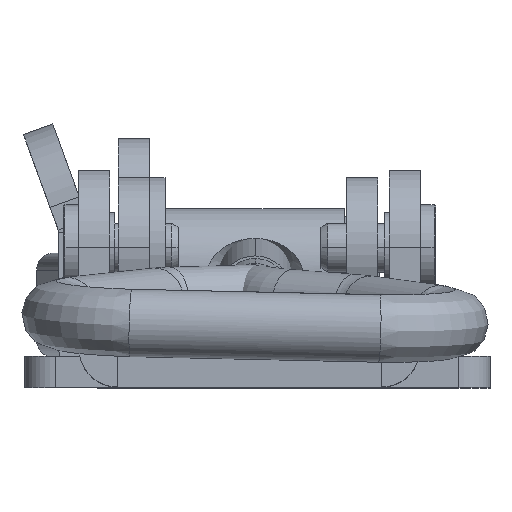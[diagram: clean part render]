
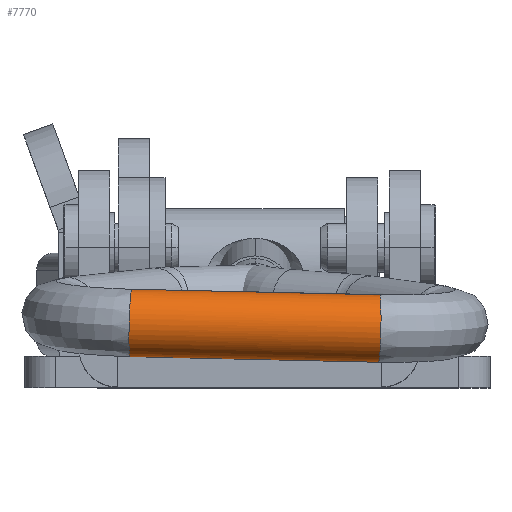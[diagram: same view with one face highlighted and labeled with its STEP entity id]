
A CAD part, top view. The second image highlights one B-rep face of the part: STEP entity #7770.
In plain terms, the highlighted free-form (B-spline) face has degree [3, 1] with [7, 2] control points.
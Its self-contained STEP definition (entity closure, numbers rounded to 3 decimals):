
#39 = CARTESIAN_POINT ( 'NONE',  ( 8., 50.82, -2.18 ) ) ;
#96 = CARTESIAN_POINT ( 'NONE',  ( -8.233, 55.18, -2.18 ) ) ;
#118 = CARTESIAN_POINT ( 'NONE',  ( 8.233, 55.18, -2.18 ) ) ;
#175 = EDGE_CURVE ( 'NONE', #5637, #5306, #4208, .T. ) ;
#665 = CARTESIAN_POINT ( 'NONE',  ( 8.233, 55.18, -2.18 ) ) ;
#963 = ORIENTED_EDGE ( 'NONE', *, *, #175, .F. ) ;
#1058 =( BOUNDED_SURFACE ( )  B_SPLINE_SURFACE ( 3, 1, ( 
 ( #6249, #5638 ),
 ( #6856, #3117 ),
 ( #7493, #3766 ),
 ( #39, #4397 ),
 ( #665, #5029 ),
 ( #1287, #5665 ),
 ( #1903, #6277 ) ),
 .UNSPECIFIED., .T., .F., .F. ) 
 B_SPLINE_SURFACE_WITH_KNOTS ( ( 4, 3, 4 ),
 ( 2, 2 ),
 ( 0., 0.5, 1. ),
 ( 0., 1. ),
 .UNSPECIFIED. ) 
 GEOMETRIC_REPRESENTATION_ITEM ( )  RATIONAL_B_SPLINE_SURFACE ( (
 ( 1., 1.),
 ( 0.333, 0.333),
 ( 0.333, 0.333),
 ( 1., 1.),
 ( 0.333, 0.333),
 ( 0.333, 0.333),
 ( 1., 1.) ) ) 
 REPRESENTATION_ITEM ( '' )  SURFACE ( )  );
#1287 = CARTESIAN_POINT ( 'NONE',  ( 8.233, 55.18, 2.18 ) ) ;
#1366 = CARTESIAN_POINT ( 'NONE',  ( 8.233, 55.18, 2.18 ) ) ;
#1661 = CARTESIAN_POINT ( 'NONE',  ( -8., 50.82, 2.18 ) ) ;
#1714 =( BOUNDED_CURVE ( )  B_SPLINE_CURVE ( 3, ( #7535, #6904, #96, #4443 ),
 .UNSPECIFIED., .F., .F. ) 
 B_SPLINE_CURVE_WITH_KNOTS ( ( 4, 4 ),
 ( 0., 0.5 ),
 .UNSPECIFIED. ) 
 CURVE ( )  GEOMETRIC_REPRESENTATION_ITEM ( )  RATIONAL_B_SPLINE_CURVE ( ( 1., 0.333, 0.333, 1. ) ) 
 REPRESENTATION_ITEM ( '' )  );
#1903 = CARTESIAN_POINT ( 'NONE',  ( 8., 50.82, 2.18 ) ) ;
#2020 = EDGE_CURVE ( 'NONE', #5306, #2377, #1714, .T. ) ;
#2075 = VERTEX_POINT ( 'NONE', #6377 ) ;
#2122 = EDGE_CURVE ( 'NONE', #2075, #2377, #5091, .T. ) ;
#2274 = CARTESIAN_POINT ( 'NONE',  ( 8., 50.82, 2.18 ) ) ;
#2377 = VERTEX_POINT ( 'NONE', #6026 ) ;
#2410 =( BOUNDED_CURVE ( )  B_SPLINE_CURVE ( 3, ( #4468, #118, #1366, #5734 ),
 .UNSPECIFIED., .F., .F. ) 
 B_SPLINE_CURVE_WITH_KNOTS ( ( 4, 4 ),
 ( 0.5, 1. ),
 .UNSPECIFIED. ) 
 CURVE ( )  GEOMETRIC_REPRESENTATION_ITEM ( )  RATIONAL_B_SPLINE_CURVE ( ( 1., 0.333, 0.333, 1. ) ) 
 REPRESENTATION_ITEM ( '' )  );
#2991 = ORIENTED_EDGE ( 'NONE', *, *, #2122, .T. ) ;
#3117 = CARTESIAN_POINT ( 'NONE',  ( -7.767, 46.46, 2.18 ) ) ;
#3506 = CARTESIAN_POINT ( 'NONE',  ( 8., 50.82, 2.18 ) ) ;
#3766 = CARTESIAN_POINT ( 'NONE',  ( -7.767, 46.46, -2.18 ) ) ;
#4208 = B_SPLINE_CURVE_WITH_KNOTS ( 'NONE', 1,
 ( #3506, #1661 ),
 .UNSPECIFIED., .F., .F.,
 ( 2, 2 ),
 ( 0., 1. ),
 .UNSPECIFIED. ) ;
#4397 = CARTESIAN_POINT ( 'NONE',  ( -8., 50.82, -2.18 ) ) ;
#4443 = CARTESIAN_POINT ( 'NONE',  ( -8., 50.82, -2.18 ) ) ;
#4468 = CARTESIAN_POINT ( 'NONE',  ( 8., 50.82, -2.18 ) ) ;
#4544 = EDGE_CURVE ( 'NONE', #2075, #5637, #2410, .T. ) ;
#4962 = FACE_OUTER_BOUND ( 'NONE', #6189, .T. ) ;
#5029 = CARTESIAN_POINT ( 'NONE',  ( -8.233, 55.18, -2.18 ) ) ;
#5091 = B_SPLINE_CURVE_WITH_KNOTS ( 'NONE', 1,
 ( #7015, #6406 ),
 .UNSPECIFIED., .F., .F.,
 ( 2, 2 ),
 ( 0., 1. ),
 .UNSPECIFIED. ) ;
#5306 = VERTEX_POINT ( 'NONE', #6976 ) ;
#5637 = VERTEX_POINT ( 'NONE', #2274 ) ;
#5638 = CARTESIAN_POINT ( 'NONE',  ( -8., 50.82, 2.18 ) ) ;
#5665 = CARTESIAN_POINT ( 'NONE',  ( -8.233, 55.18, 2.18 ) ) ;
#5734 = CARTESIAN_POINT ( 'NONE',  ( 8., 50.82, 2.18 ) ) ;
#5946 = ORIENTED_EDGE ( 'NONE', *, *, #2020, .F. ) ;
#6026 = CARTESIAN_POINT ( 'NONE',  ( -8., 50.82, -2.18 ) ) ;
#6189 = EDGE_LOOP ( 'NONE', ( #6337, #2991, #5946, #963 ) ) ;
#6249 = CARTESIAN_POINT ( 'NONE',  ( 8., 50.82, 2.18 ) ) ;
#6277 = CARTESIAN_POINT ( 'NONE',  ( -8., 50.82, 2.18 ) ) ;
#6337 = ORIENTED_EDGE ( 'NONE', *, *, #4544, .F. ) ;
#6377 = CARTESIAN_POINT ( 'NONE',  ( 8., 50.82, -2.18 ) ) ;
#6406 = CARTESIAN_POINT ( 'NONE',  ( -8., 50.82, -2.18 ) ) ;
#6856 = CARTESIAN_POINT ( 'NONE',  ( 7.767, 46.46, 2.18 ) ) ;
#6904 = CARTESIAN_POINT ( 'NONE',  ( -8.233, 55.18, 2.18 ) ) ;
#6976 = CARTESIAN_POINT ( 'NONE',  ( -8., 50.82, 2.18 ) ) ;
#7015 = CARTESIAN_POINT ( 'NONE',  ( 8., 50.82, -2.18 ) ) ;
#7493 = CARTESIAN_POINT ( 'NONE',  ( 7.767, 46.46, -2.18 ) ) ;
#7535 = CARTESIAN_POINT ( 'NONE',  ( -8., 50.82, 2.18 ) ) ;
#7770 = ADVANCED_FACE ( 'NONE', ( #4962 ), #1058, .F. ) ;
